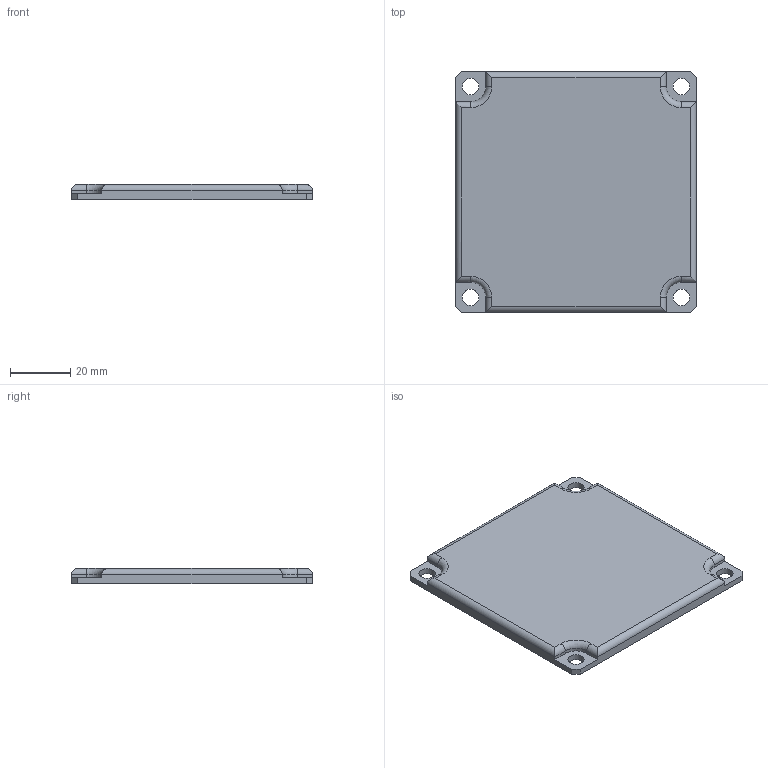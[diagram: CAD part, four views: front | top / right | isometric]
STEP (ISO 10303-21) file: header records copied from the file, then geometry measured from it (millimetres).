
FILE_DESCRIPTION((''),'2;1');
FILE_NAME('SZ0122S_A.stp','2013-08-20T13:20:02',('janine behrens'),(''),'Autodesk Inventor 2012','Autodesk Inventor 2012','');
FILE_SCHEMA(('AUTOMOTIVE_DESIGN { 1 0 10303 214 1 1 1 1 }'));
Length unit declared in the file: millimetre
Products named in the file (1): SZ0122S_A
Bounding box: 80 x 80 x 5 mm (x, y, z)
Volume: 19580.9 mm3; surface area: 14614.4 mm2
Topology: 1 solids, 1 shells, 63 faces, 168 edges, 108 vertices
Faces by surface type: plane 35, cylinder 24, torus 4
Full cylindrical faces by diameter (mm): 5.5 x4
Entity records: 1936 total; most frequent: DIRECTION 332, CARTESIAN_POINT 328, ORIENTED_EDGE 320, EDGE_CURVE 160, VECTOR 116, LINE 116, AXIS2_PLACEMENT_3D 108, VERTEX_POINT 104
